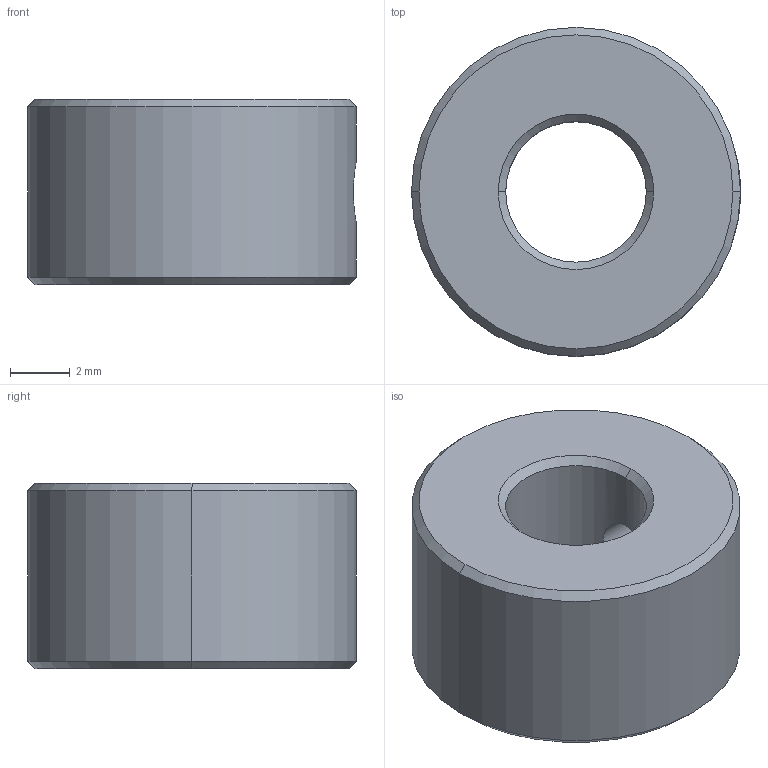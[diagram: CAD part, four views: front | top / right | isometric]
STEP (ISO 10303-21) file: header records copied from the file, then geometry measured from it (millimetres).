
FILE_DESCRIPTION (( 'STEP AP214' ), '1' );
FILE_NAME ('Axle Set Collar.step', '2017-10-17T01:05:39', ( '' ), ( '' ), 'SwSTEP 2.0', 'SolidWorks 2017', '' );
FILE_SCHEMA (( 'AUTOMOTIVE_DESIGN' ));
Length unit declared in the file: millimetre
Products named in the file (1): Axle Set Collar
Bounding box: 11 x 11 x 6.2 mm (x, y, z)
Volume: 470.6 mm3; surface area: 459 mm2
Topology: 1 solids, 1 shells, 18 faces, 40 edges, 22 vertices
Faces by surface type: cone 8, cylinder 6, bspline 2, plane 2
Entity records: 658 total; most frequent: CARTESIAN_POINT 209, DIRECTION 82, ORIENTED_EDGE 80, EDGE_CURVE 40, AXIS2_PLACEMENT_3D 33, VERTEX_POINT 22, EDGE_LOOP 20, ADVANCED_FACE 18
